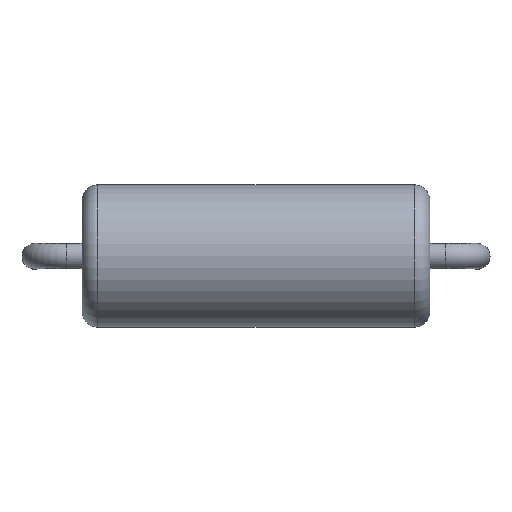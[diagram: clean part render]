
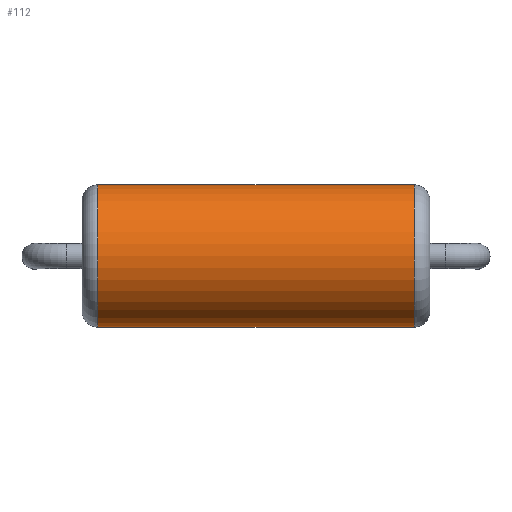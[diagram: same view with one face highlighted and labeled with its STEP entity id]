
A CAD part, top view. The second image highlights one B-rep face of the part: STEP entity #112.
In plain terms, the highlighted cylindrical face has radius 2.25 mm (diameter 4.5 mm), a full revolution.
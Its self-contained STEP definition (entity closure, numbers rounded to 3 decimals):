
#112=ADVANCED_FACE('',(#227,#229),#231,.T.);
#227=FACE_OUTER_BOUND('',#228,.T.);
#228=EDGE_LOOP('',(#299));
#229=FACE_OUTER_BOUND('',#230,.T.);
#230=EDGE_LOOP('',(#300));
#231=CYLINDRICAL_SURFACE('',#232,2.25);
#232=AXIS2_PLACEMENT_3D('',#233,#234,#235);
#233=CARTESIAN_POINT('',(5.5,0.,5.));
#234=DIRECTION('',(-1.,0.,0.));
#235=DIRECTION('',(0.,0.,-1.));
#299=ORIENTED_EDGE('',*,*,#317,.T.);
#300=ORIENTED_EDGE('',*,*,#318,.F.);
#317=EDGE_CURVE('',#334,#334,#335,.T.);
#318=EDGE_CURVE('',#336,#336,#337,.T.);
#334=VERTEX_POINT('',#373);
#335=CIRCLE('',#374,2.25);
#336=VERTEX_POINT('',#378);
#337=CIRCLE('',#379,2.25);
#373=CARTESIAN_POINT('',(5.,0.,2.75));
#374=AXIS2_PLACEMENT_3D('',#375,#376,#377);
#375=CARTESIAN_POINT('',(5.,0.,5.));
#376=DIRECTION('',(-1.,0.,0.));
#377=DIRECTION('',(0.,0.,-1.));
#378=CARTESIAN_POINT('',(-5.,0.,2.75));
#379=AXIS2_PLACEMENT_3D('',#380,#381,#382);
#380=CARTESIAN_POINT('',(-5.,0.,5.));
#381=DIRECTION('',(-1.,0.,0.));
#382=DIRECTION('',(0.,0.,-1.));
